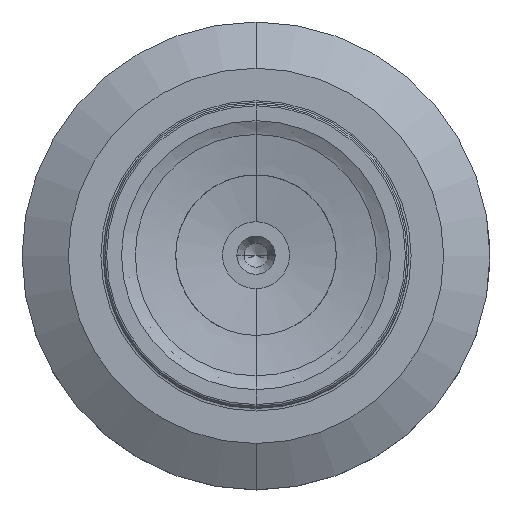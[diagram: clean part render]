
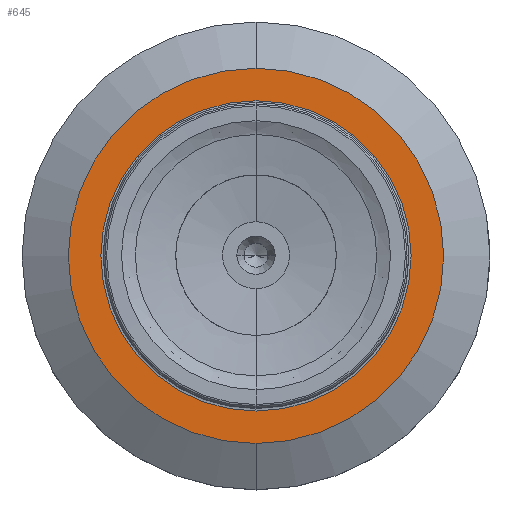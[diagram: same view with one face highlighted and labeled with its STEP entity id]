
A CAD part, top view. The second image highlights one B-rep face of the part: STEP entity #645.
In plain terms, the highlighted planar face has unit normal (0, 0, 1).
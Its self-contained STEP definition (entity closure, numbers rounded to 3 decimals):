
#105=CARTESIAN_POINT('',(0.,0.,10.8));
#106=DIRECTION('',(0.,0.,1.));
#107=DIRECTION('',(0.,1.,0.));
#108=AXIS2_PLACEMENT_3D('',#105,#106,#107);
#110=CARTESIAN_POINT('',(0.,0.,10.8));
#111=DIRECTION('',(0.,0.,-1.));
#112=DIRECTION('',(0.,1.,0.));
#113=AXIS2_PLACEMENT_3D('',#110,#111,#112);
#115=CARTESIAN_POINT('',(0.,0.,10.8));
#116=DIRECTION('',(0.,0.,1.));
#117=DIRECTION('',(0.,1.,0.));
#118=AXIS2_PLACEMENT_3D('',#115,#116,#117);
#120=CARTESIAN_POINT('',(0.,0.,10.8));
#121=DIRECTION('',(0.,0.,1.));
#122=DIRECTION('',(0.,-1.,0.));
#123=AXIS2_PLACEMENT_3D('',#120,#121,#122);
#484=CARTESIAN_POINT('',(0.,19.65,10.8));
#485=VERTEX_POINT('',#484);
#486=CARTESIAN_POINT('',(0.,-19.65,10.8));
#487=VERTEX_POINT('',#486);
#492=CARTESIAN_POINT('',(0.,16.25,10.8));
#493=CARTESIAN_POINT('',(0.,-16.25,10.8));
#494=VERTEX_POINT('',#492);
#495=VERTEX_POINT('',#493);
#629=CARTESIAN_POINT('',(0.,0.,10.8));
#630=DIRECTION('',(0.,0.,-1.));
#631=DIRECTION('',(0.,-1.,0.));
#632=AXIS2_PLACEMENT_3D('',#629,#630,#631);
#633=PLANE('',#632);
#635=ORIENTED_EDGE('',*,*,#634,.F.);
#637=ORIENTED_EDGE('',*,*,#636,.T.);
#638=EDGE_LOOP('',(#635,#637));
#639=FACE_OUTER_BOUND('',#638,.F.);
#640=ORIENTED_EDGE('',*,*,#619,.T.);
#642=ORIENTED_EDGE('',*,*,#641,.T.);
#643=EDGE_LOOP('',(#640,#642));
#644=FACE_BOUND('',#643,.F.);
#645=ADVANCED_FACE('',(#639,#644),#633,.F.);
#109=CIRCLE('',#108,19.65);
#114=CIRCLE('',#113,19.65);
#119=CIRCLE('',#118,16.25);
#124=CIRCLE('',#123,16.25);
#619=EDGE_CURVE('',#494,#495,#119,.T.);
#634=EDGE_CURVE('',#485,#487,#109,.T.);
#636=EDGE_CURVE('',#485,#487,#114,.T.);
#641=EDGE_CURVE('',#495,#494,#124,.T.);
